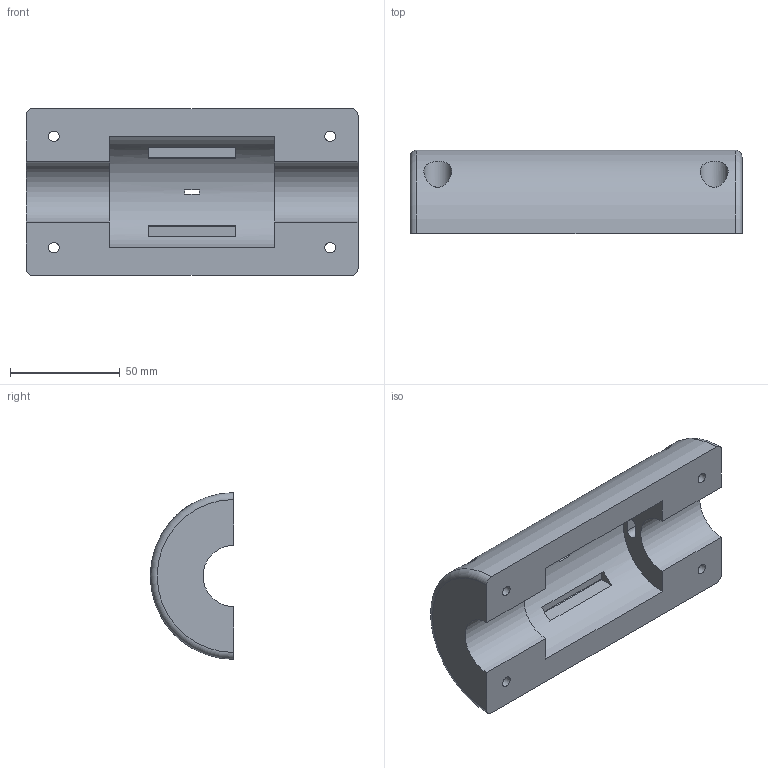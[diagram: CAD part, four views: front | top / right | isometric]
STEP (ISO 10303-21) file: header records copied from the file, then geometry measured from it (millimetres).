
FILE_DESCRIPTION(/* description */ (''),/* implementation_level */ '2;1');
FILE_NAME(/* name */ 'Slider Mount_C.step',/* time_stamp */ '2018-02-03T14:46:00-05:00',/* author */ ('njcfu'),/* organization */ (''),/* preprocessor_version */ 'ST-DEVELOPER v16.13',/* originating_system */ 'Autodesk Inventor 2018',/* authorisation */ '');
FILE_SCHEMA (('AUTOMOTIVE_DESIGN { 1 0 10303 214 3 1 1 }'));
Length unit declared in the file: inch
Products named in the file (1): Slider Mount_C
Bounding box: 151.6 x 38.1 x 76.2 mm (x, y, z)
Volume: 234486.5 mm3; surface area: 42305.1 mm2
Topology: 1 solids, 1 shells, 46 faces, 118 edges, 80 vertices
Faces by surface type: plane 26, cylinder 18, torus 2
Full cylindrical faces by diameter (mm): 4.826 x4, 12.7 x4
Entity records: 1549 total; most frequent: CARTESIAN_POINT 377, DIRECTION 242, ORIENTED_EDGE 212, EDGE_CURVE 106, AXIS2_PLACEMENT_3D 93, VERTEX_POINT 76, EDGE_LOOP 72, LINE 56
